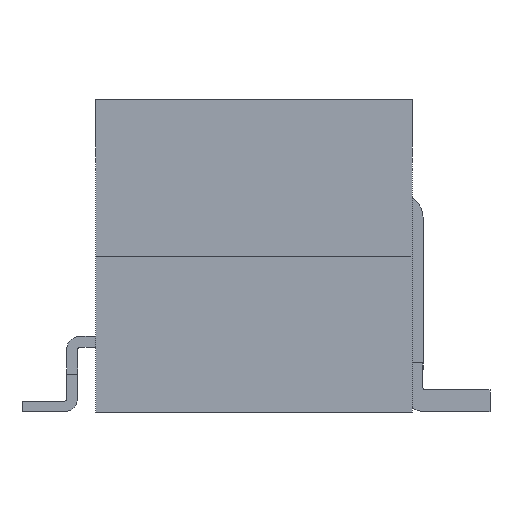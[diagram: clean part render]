
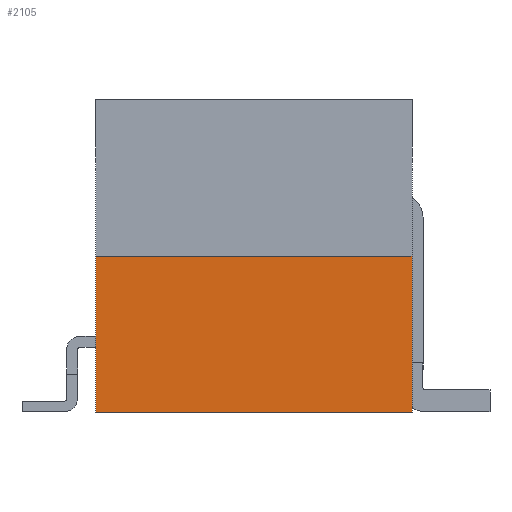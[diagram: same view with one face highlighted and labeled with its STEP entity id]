
A CAD part, left-side view. The second image highlights one B-rep face of the part: STEP entity #2105.
In plain terms, the highlighted planar face has unit normal (-1, 0, 0).
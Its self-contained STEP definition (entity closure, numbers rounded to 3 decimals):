
#2105 = ADVANCED_FACE( '', ( #4454 ), #4455, .T. );
#4454 = FACE_OUTER_BOUND( '', #5360, .T. );
#4455 = PLANE( '', #5361 );
#5360 = EDGE_LOOP( '', ( #7120, #7121, #7122, #7123 ) );
#5361 = AXIS2_PLACEMENT_3D( '', #7124, #7125, #7126 );
#7120 = ORIENTED_EDGE( '', *, *, #9885, .F. );
#7121 = ORIENTED_EDGE( '', *, *, #9895, .F. );
#7122 = ORIENTED_EDGE( '', *, *, #9875, .T. );
#7123 = ORIENTED_EDGE( '', *, *, #9897, .T. );
#7124 = CARTESIAN_POINT( '', ( -10.75, 7.1, -7. ) );
#7125 = DIRECTION( '', ( -1., 0., 0. ) );
#7126 = DIRECTION( '', ( 0., 0., 1. ) );
#9875 = EDGE_CURVE( '', #10629, #10627, #10630, .T. );
#9885 = EDGE_CURVE( '', #10641, #10643, #10644, .T. );
#9895 = EDGE_CURVE( '', #10629, #10641, #10656, .T. );
#9897 = EDGE_CURVE( '', #10627, #10643, #10658, .T. );
#10627 = VERTEX_POINT( '', #11196 );
#10629 = VERTEX_POINT( '', #11199 );
#10630 = LINE( '', #11200, #11201 );
#10641 = VERTEX_POINT( '', #11213 );
#10643 = VERTEX_POINT( '', #11216 );
#10644 = LINE( '', #11217, #11218 );
#10656 = LINE( '', #11234, #11235 );
#10658 = LINE( '', #11238, #11239 );
#11196 = CARTESIAN_POINT( '', ( -10.75, -7.1, -7. ) );
#11199 = CARTESIAN_POINT( '', ( -10.75, 7.1, -7. ) );
#11200 = CARTESIAN_POINT( '', ( -10.75, 7.1, -7. ) );
#11201 = VECTOR( '', #11542, 1000. );
#11213 = CARTESIAN_POINT( '', ( -10.75, 7.1, 0. ) );
#11216 = CARTESIAN_POINT( '', ( -10.75, -7.1, 0. ) );
#11217 = CARTESIAN_POINT( '', ( -10.75, 7.1, 0. ) );
#11218 = VECTOR( '', #11566, 1000. );
#11234 = CARTESIAN_POINT( '', ( -10.75, 7.1, -7. ) );
#11235 = VECTOR( '', #11586, 1000. );
#11238 = CARTESIAN_POINT( '', ( -10.75, -7.1, -7. ) );
#11239 = VECTOR( '', #11588, 1000. );
#11542 = DIRECTION( '', ( 0., -1., 0. ) );
#11566 = DIRECTION( '', ( 0., -1., 0. ) );
#11586 = DIRECTION( '', ( 0., 0., 1. ) );
#11588 = DIRECTION( '', ( 0., 0., 1. ) );
